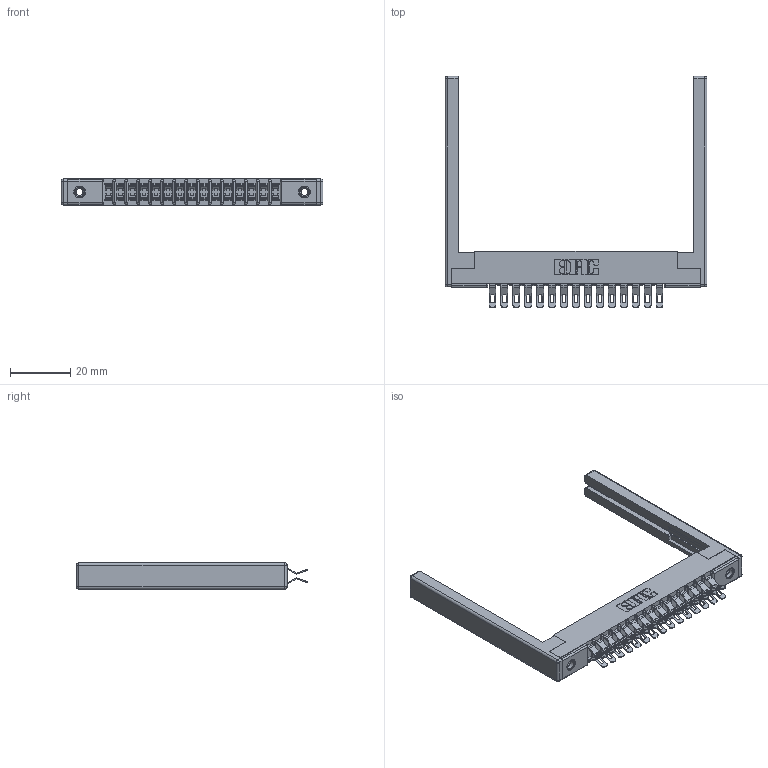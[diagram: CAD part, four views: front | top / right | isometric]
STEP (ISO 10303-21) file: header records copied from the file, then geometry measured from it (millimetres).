
FILE_DESCRIPTION (( 'STEP AP203' ), '1' );
FILE_NAME ('307-030-555-268.STEP', '2019-09-06T00:52:00', ( '' ), ( '' ), 'SwSTEP 2.0', 'SolidWorks 2016', '' );
FILE_SCHEMA (( 'CONFIG_CONTROL_DESIGN' ));
Length unit declared in the file: inch
Products named in the file (5): 307-220-068; 307 Part_.156 Dia Mounting Holes; 307-030-555-268; 307-290-001_555; 345-250-001_345-250-001-102
Assembly tree (35 placements, depth 2):
  307-030-555-268
    307 Part_.156 Dia Mounting Holes
    307-290-001_555  x30
    307-220-068  x2
    345-250-001_345-250-001-102  x2
Bounding box: 86.87 x 76.71 x 8.71 mm (x, y, z)
Volume: 10333.7 mm3; surface area: 14367.8 mm2
Topology: 35 solids, 35 shells, 2118 faces, 6143 edges, 3990 vertices
Faces by surface type: plane 1178, cylinder 884, sphere 40, cone 12, torus 4
Entity records: 19964 total; most frequent: CARTESIAN_POINT 3256, DIRECTION 3223, ORIENTED_EDGE 3218, EDGE_CURVE 1609, LINE 1209, VECTOR 1209, VERTEX_POINT 1040, AXIS2_PLACEMENT_3D 1007
